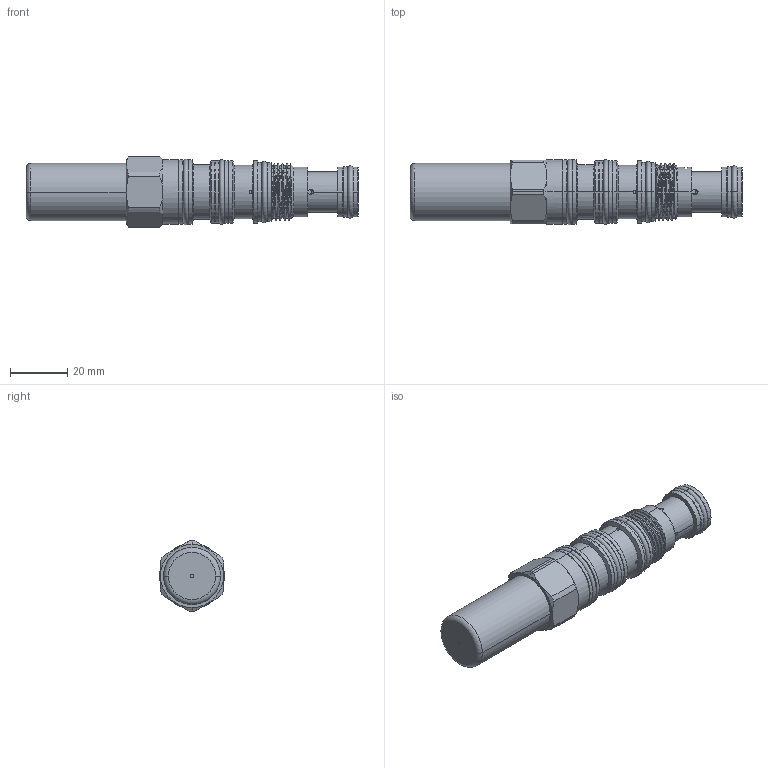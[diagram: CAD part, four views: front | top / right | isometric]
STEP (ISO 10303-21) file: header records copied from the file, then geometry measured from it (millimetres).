
FILE_DESCRIPTION (( 'STEP AP203' ), '1' );
FILE_NAME ('DD21A44-C.STEP', '2024-05-27T03:07:41', ( '' ), ( '' ), 'SwSTEP 2.0', 'SolidWorks 2018', '' );
FILE_SCHEMA (( 'CONFIG_CONTROL_DESIGN' ));
Length unit declared in the file: millimetre
Products named in the file (1): DD21A44-C
Bounding box: 116 x 22.97 x 24.6 mm (x, y, z)
Volume: 35992.5 mm3; surface area: 10143.7 mm2
Topology: 1 solids, 1 shells, 242 faces, 540 edges, 329 vertices
Faces by surface type: cylinder 136, plane 42, cone 37, torus 25, bspline 2
Entity records: 7978 total; most frequent: CARTESIAN_POINT 2623, DIRECTION 1140, ORIENTED_EDGE 1080, EDGE_CURVE 540, AXIS2_PLACEMENT_3D 485, VERTEX_POINT 329, EDGE_LOOP 273, CIRCLE 244
